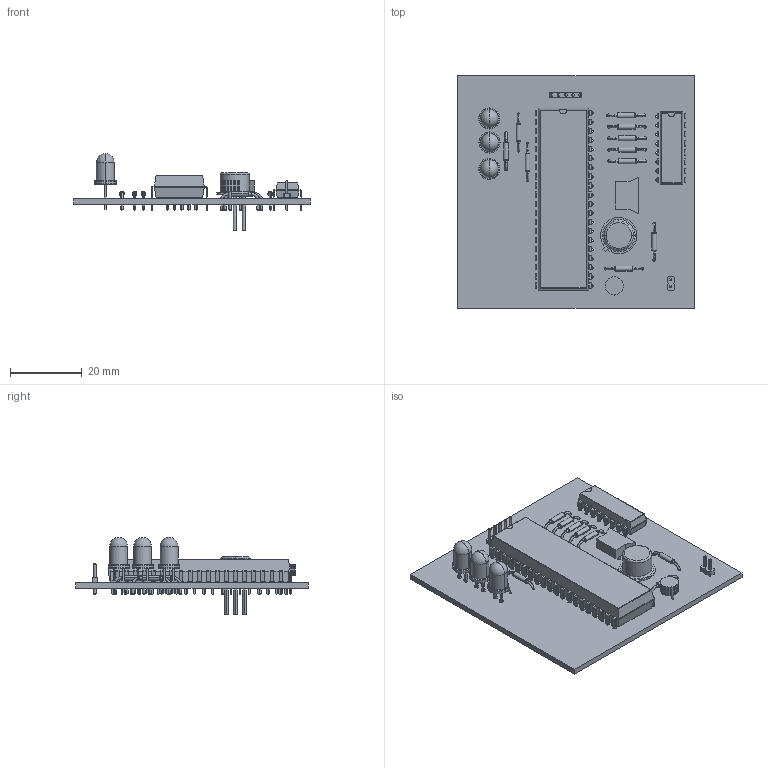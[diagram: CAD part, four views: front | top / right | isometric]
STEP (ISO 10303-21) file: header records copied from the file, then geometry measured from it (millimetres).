
FILE_DESCRIPTION(('PCB Model'),'2;1');
FILE_NAME('Car_state_v1.STEP','2024-12-22T02:51:33',('dorin'),( 'Unspecified'),'Open CASCADE STEP processor 6.8','Proteus','Unknown' );
FILE_SCHEMA(('CONFIG_CONTROL_DESIGN','SHAPE_APPEARANCE_LAYER_MIM'));
Length unit declared in the file: millimetre
Products named in the file (56): Open CASCADE STEP translator 6.8 2; Layer_1; U1; Open CASCADE STEP translator 6.8 2.2.1; Body_1; BUZ3; Open CASCADE STEP translator 6.8 2.3.1; Pin_1; Pin_2; C1; Open CASCADE STEP translator 6.8 2.4.1; D1; Open CASCADE STEP translator 6.8 2.5.1; D2; Open CASCADE STEP translator 6.8 2.6.1; D3; Open CASCADE STEP translator 6.8 2.7.1; J1; Open CASCADE STEP translator 6.8 2.8.1; Pin_3; Pin_4; Pin_5; J2; Open CASCADE STEP translator 6.8 2.9.1; M22-201_ASM|Next_assembly_relationship;M22-201-MOULD; M22-201_ASM|Next_assembly_relationship;M22-201-PIN; Q1; Open CASCADE STEP translator 6.8 2.10.1; SW1; Open CASCADE STEP translator 6.8 2.11.1; R1; Open CASCADE STEP translator 6.8 2.12.1; R2; R3; R4; R5; R6; R7; R8; R9 ...
Assembly tree (66 placements, depth 5):
  Open CASCADE STEP translator 6.8 2
    Layer_1
    U1
      Open CASCADE STEP translator 6.8 2.2.1
        Body_1
    BUZ3
      Open CASCADE STEP translator 6.8 2.3.1
        Body_1
        Pin_1
        Pin_2
    C1
      Open CASCADE STEP translator 6.8 2.4.1
        Body_1
        Pin_1
        Pin_2
    D1
      Open CASCADE STEP translator 6.8 2.5.1
        Body_1
    D2
      Open CASCADE STEP translator 6.8 2.6.1
        Body_1
    D3
      Open CASCADE STEP translator 6.8 2.7.1
        Body_1
    J1
      Open CASCADE STEP translator 6.8 2.8.1
        Body_1
        Pin_1
        Pin_2
        Pin_3
        Pin_4
        Pin_5
    J2
      Open CASCADE STEP translator 6.8 2.9.1
        Body_1
          M22-201_ASM|Next_assembly_relationship;M22-201-MOULD
          M22-201_ASM|Next_assembly_relationship;M22-201-PIN
          M22-201_ASM|Next_assembly_relationship;M22-201-PIN
    Q1
      Open CASCADE STEP translator 6.8 2.10.1
        Body_1
    SW1
      Open CASCADE STEP translator 6.8 2.11.1
        Body_1
    R1
      Open CASCADE STEP translator 6.8 2.12.1
        Body_1
        Pin_1
        Pin_2
    R2
      Open CASCADE STEP translator 6.8 2.12.1
        Body_1
        Pin_1
        Pin_2
    R3
      Open CASCADE STEP translator 6.8 2.12.1
        Body_1
        Pin_1
        Pin_2
    R4
Bounding box: 66.1 x 65 x 21.54 mm (x, y, z)
Volume: 12576.1 mm3; surface area: 15462.9 mm2
Topology: 52 solids, 55 shells, 2073 faces, 5393 edges, 3330 vertices
Faces by surface type: plane 1105, cylinder 588, bspline 140, sphere 128, torus 80, extrusion 20, cone 12
Entity records: 59222 total; most frequent: CARTESIAN_POINT 8821, ORIENTED_EDGE 7994, DIRECTION 7675, EDGE_CURVE 3997, VECTOR 2967, LINE 2965, VERTEX_POINT 2550, AXIS2_PLACEMENT_3D 2354
